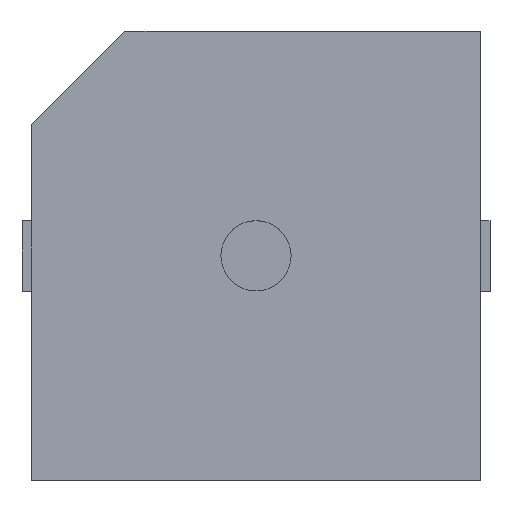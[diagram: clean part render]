
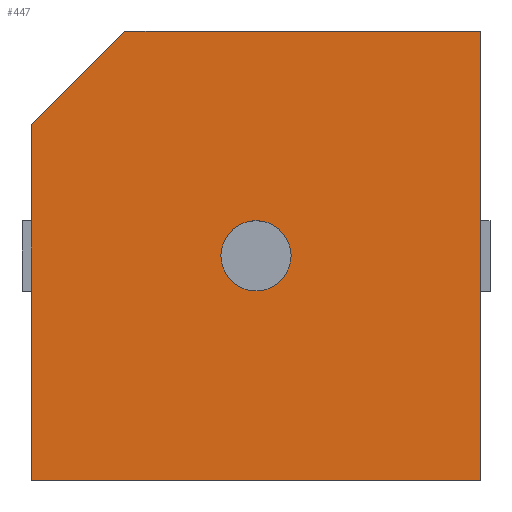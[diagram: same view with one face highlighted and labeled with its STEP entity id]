
A CAD part, top view. The second image highlights one B-rep face of the part: STEP entity #447.
In plain terms, the highlighted planar face has unit normal (0, 0, 1).
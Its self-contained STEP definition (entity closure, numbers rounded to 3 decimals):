
#70=CARTESIAN_POINT('',(4.8,-4.8,4.75));
#71=VERTEX_POINT('',#70);
#78=CARTESIAN_POINT('',(-4.8,-4.8,4.75));
#79=VERTEX_POINT('',#78);
#80=CARTESIAN_POINT('',(-4.8,-4.8,4.75));
#81=DIRECTION('',(1.,-0.,-0.));
#82=VECTOR('',#81,9.6);
#83=LINE('',#80,#82);
#84=EDGE_CURVE('NONE',#79,#71,#83,.T.);
#166=CARTESIAN_POINT('',(0.75,-0.,4.75));
#167=VERTEX_POINT('',#166);
#176=CARTESIAN_POINT('',(0.,0.,4.75));
#177=DIRECTION('',(0.,0.,1.));
#178=DIRECTION('',(1.,0.,-0.));
#179=AXIS2_PLACEMENT_3D('',#176,#177,#178);
#180=CIRCLE('',#179,0.75);
#181=EDGE_CURVE('NONE',#167,#167,#180,.T.);
#311=CARTESIAN_POINT('',(4.8,4.8,4.75));
#312=VERTEX_POINT('',#311);
#319=CARTESIAN_POINT('',(4.8,-4.8,4.75));
#320=DIRECTION('',(0.,1.,0.));
#321=VECTOR('',#320,9.6);
#322=LINE('',#319,#321);
#323=EDGE_CURVE('NONE',#71,#312,#322,.T.);
#350=CARTESIAN_POINT('',(-2.8,4.8,4.75));
#351=VERTEX_POINT('',#350);
#358=CARTESIAN_POINT('',(4.8,4.8,4.75));
#359=DIRECTION('',(-1.,0.,0.));
#360=VECTOR('',#359,7.6);
#361=LINE('',#358,#360);
#362=EDGE_CURVE('NONE',#312,#351,#361,.T.);
#374=CARTESIAN_POINT('',(-4.8,2.8,4.75));
#375=VERTEX_POINT('',#374);
#382=CARTESIAN_POINT('',(-2.8,4.8,4.75));
#383=DIRECTION('',(-0.707,-0.707,0.));
#384=VECTOR('',#383,2.828);
#385=LINE('',#382,#384);
#386=EDGE_CURVE('NONE',#351,#375,#385,.T.);
#422=CARTESIAN_POINT('',(-4.8,2.8,4.75));
#423=DIRECTION('',(-0.,-1.,-0.));
#424=VECTOR('',#423,7.6);
#425=LINE('',#422,#424);
#426=EDGE_CURVE('NONE',#375,#79,#425,.T.);
#432=CARTESIAN_POINT('',(0.,0.,4.75));
#433=DIRECTION('',(0.,0.,-1.));
#434=DIRECTION('',(-1.,0.,0.));
#435=AXIS2_PLACEMENT_3D('',#432,#433,#434);
#436=PLANE('',#435);
#437=ORIENTED_EDGE('',*,*,#181,.F.);
#438=EDGE_LOOP('',(#437));
#439=FACE_BOUND('',#438,.T.);
#440=ORIENTED_EDGE('',*,*,#323,.T.);
#441=ORIENTED_EDGE('',*,*,#362,.T.);
#442=ORIENTED_EDGE('',*,*,#386,.T.);
#443=ORIENTED_EDGE('',*,*,#426,.T.);
#444=ORIENTED_EDGE('',*,*,#84,.T.);
#445=EDGE_LOOP('',(#440,#441,#442,#443,#444));
#446=FACE_BOUND('',#445,.T.);
#447=ADVANCED_FACE('NONE',(#439,#446),#436,.F.);
